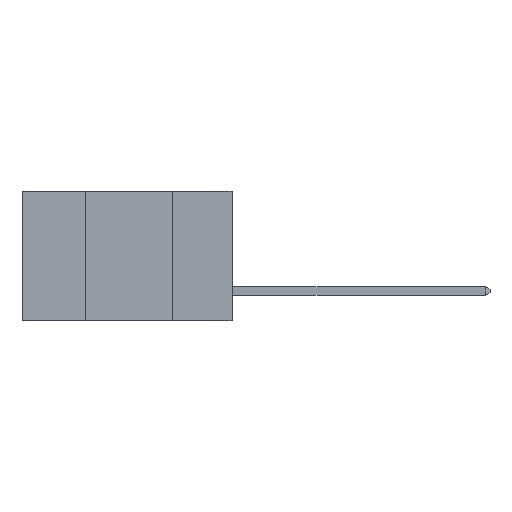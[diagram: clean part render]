
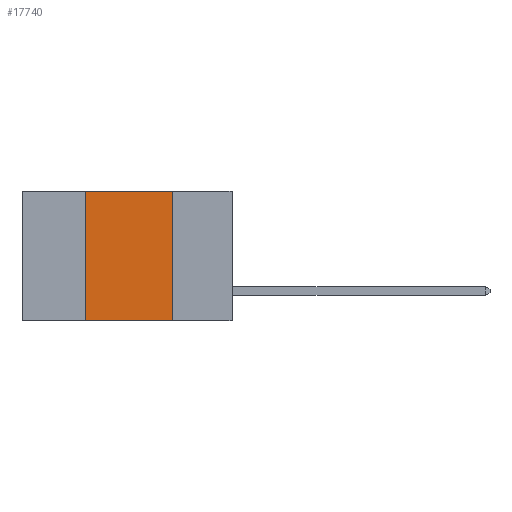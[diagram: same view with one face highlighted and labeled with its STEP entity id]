
A CAD part, left-side view. The second image highlights one B-rep face of the part: STEP entity #17740.
In plain terms, the highlighted planar face has unit normal (-1, 0, 0).
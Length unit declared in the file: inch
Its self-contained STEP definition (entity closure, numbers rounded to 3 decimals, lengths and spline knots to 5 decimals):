
#82 = DIRECTION ( 'NONE',  ( 1., 0., 0. ) ) ;
#112 = CARTESIAN_POINT ( 'NONE',  ( 0., 0.17, 0. ) ) ;
#632 = EDGE_CURVE ( 'NONE', #8839, #1311, #1064, .T. ) ;
#1064 = LINE ( 'NONE', #112, #13050 ) ;
#1231 = LINE ( 'NONE', #12674, #17195 ) ;
#1311 = VERTEX_POINT ( 'NONE', #13771 ) ;
#1825 = DIRECTION ( 'NONE',  ( 0., 0., -1. ) ) ;
#2675 = ORIENTED_EDGE ( 'NONE', *, *, #4838, .T. ) ;
#2835 = EDGE_CURVE ( 'NONE', #4735, #14843, #19759, .T. ) ;
#3159 = EDGE_LOOP ( 'NONE', ( #18591, #14525, #13586, #2675 ) ) ;
#3309 = CARTESIAN_POINT ( 'NONE',  ( 0., 0.17, 0. ) ) ;
#3415 = EDGE_CURVE ( 'NONE', #14843, #8839, #1231, .T. ) ;
#4735 = VERTEX_POINT ( 'NONE', #18728 ) ;
#4838 = EDGE_CURVE ( 'NONE', #4735, #1311, #15253, .T. ) ;
#7526 = CARTESIAN_POINT ( 'NONE',  ( 0., 0.42, 0. ) ) ;
#7635 = FACE_OUTER_BOUND ( 'NONE', #3159, .T. ) ;
#8839 = VERTEX_POINT ( 'NONE', #3309 ) ;
#8873 = CARTESIAN_POINT ( 'NONE',  ( 0., 0.42, 0. ) ) ;
#9586 = CARTESIAN_POINT ( 'NONE',  ( 0., 0.6, 0. ) ) ;
#10757 = CARTESIAN_POINT ( 'NONE',  ( 0., 0.6, -0.37 ) ) ;
#11150 = DIRECTION ( 'NONE',  ( 0., 0., -1. ) ) ;
#11273 = VECTOR ( 'NONE', #18110, 39.37008 ) ;
#12674 = CARTESIAN_POINT ( 'NONE',  ( 0., 0.6, 0. ) ) ;
#12900 = AXIS2_PLACEMENT_3D ( 'NONE', #9586, #82, #11150 ) ;
#13050 = VECTOR ( 'NONE', #1825, 39.37008 ) ;
#13586 = ORIENTED_EDGE ( 'NONE', *, *, #2835, .F. ) ;
#13771 = CARTESIAN_POINT ( 'NONE',  ( 0., 0.17, -0.37 ) ) ;
#14525 = ORIENTED_EDGE ( 'NONE', *, *, #3415, .F. ) ;
#14843 = VERTEX_POINT ( 'NONE', #7526 ) ;
#15253 = LINE ( 'NONE', #10757, #11273 ) ;
#15377 = DIRECTION ( 'NONE',  ( 0., 0., 1. ) ) ;
#15770 = VECTOR ( 'NONE', #15377, 39.37008 ) ;
#16330 = DIRECTION ( 'NONE',  ( 0., -1., 0. ) ) ;
#17195 = VECTOR ( 'NONE', #16330, 39.37008 ) ;
#17740 = ADVANCED_FACE ( 'NONE', ( #7635 ), #18623, .F. ) ;
#18110 = DIRECTION ( 'NONE',  ( 0., -1., 0. ) ) ;
#18591 = ORIENTED_EDGE ( 'NONE', *, *, #632, .F. ) ;
#18623 = PLANE ( 'NONE',  #12900 ) ;
#18728 = CARTESIAN_POINT ( 'NONE',  ( 0., 0.42, -0.37 ) ) ;
#19759 = LINE ( 'NONE', #8873, #15770 ) ;
